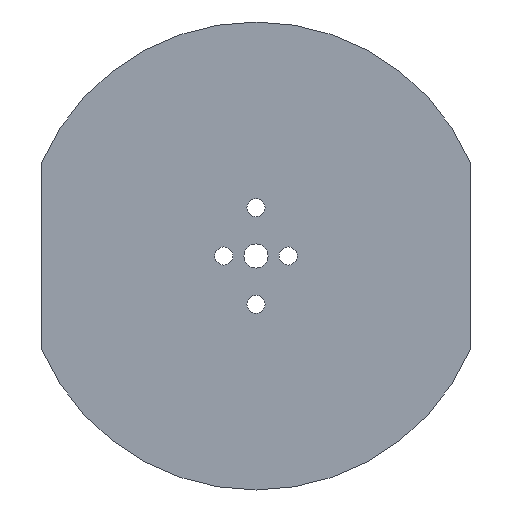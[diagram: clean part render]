
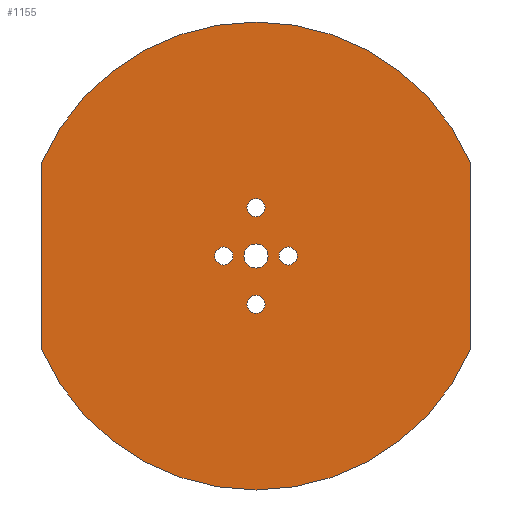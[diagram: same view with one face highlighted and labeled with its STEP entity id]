
A CAD part, front view. The second image highlights one B-rep face of the part: STEP entity #1155.
In plain terms, the highlighted planar face has unit normal (0, -1, 0).
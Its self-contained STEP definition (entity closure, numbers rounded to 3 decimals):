
#2 = FACE_BOUND ( 'NONE', #186, .T. ) ;
#8 = EDGE_LOOP ( 'NONE', ( #1293, #132 ) ) ;
#14 = EDGE_CURVE ( 'NONE', #606, #33, #772, .T. ) ;
#27 = CARTESIAN_POINT ( 'NONE',  ( 6., 0., 0. ) ) ;
#30 = CARTESIAN_POINT ( 'NONE',  ( 0., 0., -2.25 ) ) ;
#33 = VERTEX_POINT ( 'NONE', #1039 ) ;
#42 = CIRCLE ( 'NONE', #914, 43.661 ) ;
#46 = CIRCLE ( 'NONE', #664, 1.69 ) ;
#49 = CARTESIAN_POINT ( 'NONE',  ( 0., 0., -43.661 ) ) ;
#51 = CARTESIAN_POINT ( 'NONE',  ( 6., 0., 0. ) ) ;
#67 = CARTESIAN_POINT ( 'NONE',  ( 0., 0., 0. ) ) ;
#73 = CARTESIAN_POINT ( 'NONE',  ( 40., 0., -17.5 ) ) ;
#91 = DIRECTION ( 'NONE',  ( 0., 1., 0. ) ) ;
#92 = CARTESIAN_POINT ( 'NONE',  ( -40., 0., -17.5 ) ) ;
#98 = EDGE_CURVE ( 'NONE', #33, #606, #1305, .T. ) ;
#105 = DIRECTION ( 'NONE',  ( 0., 1., 0. ) ) ;
#128 = PLANE ( 'NONE',  #367 ) ;
#132 = ORIENTED_EDGE ( 'NONE', *, *, #14, .T. ) ;
#143 = EDGE_CURVE ( 'NONE', #642, #353, #46, .T. ) ;
#180 = ORIENTED_EDGE ( 'NONE', *, *, #818, .T. ) ;
#186 = EDGE_LOOP ( 'NONE', ( #991, #386 ) ) ;
#200 = EDGE_CURVE ( 'NONE', #1346, #285, #1012, .T. ) ;
#201 = ORIENTED_EDGE ( 'NONE', *, *, #889, .F. ) ;
#216 = FACE_BOUND ( 'NONE', #525, .T. ) ;
#225 = DIRECTION ( 'NONE',  ( 0., 0., 1. ) ) ;
#245 = EDGE_CURVE ( 'NONE', #285, #938, #390, .T. ) ;
#261 = CARTESIAN_POINT ( 'NONE',  ( 0., 0., -9. ) ) ;
#277 = CIRCLE ( 'NONE', #568, 2.25 ) ;
#280 = VERTEX_POINT ( 'NONE', #297 ) ;
#283 = LINE ( 'NONE', #92, #493 ) ;
#285 = VERTEX_POINT ( 'NONE', #813 ) ;
#297 = CARTESIAN_POINT ( 'NONE',  ( 0., 0., 10.69 ) ) ;
#300 = DIRECTION ( 'NONE',  ( 0., 0., 1. ) ) ;
#305 = DIRECTION ( 'NONE',  ( 0., 0., 1. ) ) ;
#308 = CARTESIAN_POINT ( 'NONE',  ( 0., 0., 0. ) ) ;
#325 = VECTOR ( 'NONE', #616, 1000. ) ;
#352 = ORIENTED_EDGE ( 'NONE', *, *, #1320, .T. ) ;
#353 = VERTEX_POINT ( 'NONE', #513 ) ;
#361 = CARTESIAN_POINT ( 'NONE',  ( 0., 0., 0. ) ) ;
#362 = EDGE_CURVE ( 'NONE', #1110, #280, #1146, .T. ) ;
#367 = AXIS2_PLACEMENT_3D ( 'NONE', #1284, #773, #426 ) ;
#369 = DIRECTION ( 'NONE',  ( 0., 1., 0. ) ) ;
#386 = ORIENTED_EDGE ( 'NONE', *, *, #143, .T. ) ;
#390 = LINE ( 'NONE', #807, #325 ) ;
#416 = FACE_BOUND ( 'NONE', #1087, .T. ) ;
#426 = DIRECTION ( 'NONE',  ( 0., 0., 1. ) ) ;
#435 = DIRECTION ( 'NONE',  ( 0., 1., 0. ) ) ;
#439 = DIRECTION ( 'NONE',  ( 0., 0., 1. ) ) ;
#442 = VERTEX_POINT ( 'NONE', #30 ) ;
#468 = DIRECTION ( 'NONE',  ( 0., 1., 0. ) ) ;
#481 = CIRCLE ( 'NONE', #1203, 1.69 ) ;
#484 = CARTESIAN_POINT ( 'NONE',  ( 0., 0., 2.25 ) ) ;
#487 = VERTEX_POINT ( 'NONE', #555 ) ;
#493 = VECTOR ( 'NONE', #927, 1000. ) ;
#510 = CARTESIAN_POINT ( 'NONE',  ( 6., 0., -1.69 ) ) ;
#513 = CARTESIAN_POINT ( 'NONE',  ( 6., 0., 1.69 ) ) ;
#525 = EDGE_LOOP ( 'NONE', ( #180, #1291 ) ) ;
#540 = EDGE_CURVE ( 'NONE', #938, #853, #42, .T. ) ;
#555 = CARTESIAN_POINT ( 'NONE',  ( 0., 0., -10.69 ) ) ;
#562 = DIRECTION ( 'NONE',  ( 0., 0., 1. ) ) ;
#567 = DIRECTION ( 'NONE',  ( 0., 0., 1. ) ) ;
#568 = AXIS2_PLACEMENT_3D ( 'NONE', #308, #1156, #1025 ) ;
#582 = ORIENTED_EDGE ( 'NONE', *, *, #1324, .T. ) ;
#592 = AXIS2_PLACEMENT_3D ( 'NONE', #774, #468, #675 ) ;
#606 = VERTEX_POINT ( 'NONE', #909 ) ;
#616 = DIRECTION ( 'NONE',  ( 0., 0., -1. ) ) ;
#621 = EDGE_CURVE ( 'NONE', #442, #940, #277, .T. ) ;
#634 = VERTEX_POINT ( 'NONE', #1348 ) ;
#642 = VERTEX_POINT ( 'NONE', #510 ) ;
#651 = EDGE_CURVE ( 'NONE', #940, #442, #1026, .T. ) ;
#664 = AXIS2_PLACEMENT_3D ( 'NONE', #51, #793, #562 ) ;
#675 = DIRECTION ( 'NONE',  ( 0., 0., 1. ) ) ;
#701 = AXIS2_PLACEMENT_3D ( 'NONE', #27, #750, #225 ) ;
#733 = ORIENTED_EDGE ( 'NONE', *, *, #651, .T. ) ;
#750 = DIRECTION ( 'NONE',  ( 0., 1., 0. ) ) ;
#767 = EDGE_CURVE ( 'NONE', #353, #642, #1119, .T. ) ;
#772 = CIRCLE ( 'NONE', #1342, 1.69 ) ;
#773 = DIRECTION ( 'NONE',  ( 0., 1., 0. ) ) ;
#774 = CARTESIAN_POINT ( 'NONE',  ( -6., 0., 0. ) ) ;
#793 = DIRECTION ( 'NONE',  ( 0., 1., 0. ) ) ;
#807 = CARTESIAN_POINT ( 'NONE',  ( 40., 0., -17.5 ) ) ;
#813 = CARTESIAN_POINT ( 'NONE',  ( 40., 0., 17.5 ) ) ;
#818 = EDGE_CURVE ( 'NONE', #280, #1110, #1122, .T. ) ;
#821 = ORIENTED_EDGE ( 'NONE', *, *, #540, .F. ) ;
#823 = DIRECTION ( 'NONE',  ( 0., 0., 1. ) ) ;
#832 = ORIENTED_EDGE ( 'NONE', *, *, #1070, .F. ) ;
#842 = FACE_BOUND ( 'NONE', #912, .T. ) ;
#853 = VERTEX_POINT ( 'NONE', #49 ) ;
#889 = EDGE_CURVE ( 'NONE', #853, #634, #1167, .T. ) ;
#890 = ORIENTED_EDGE ( 'NONE', *, *, #245, .F. ) ;
#898 = AXIS2_PLACEMENT_3D ( 'NONE', #67, #1350, #305 ) ;
#907 = AXIS2_PLACEMENT_3D ( 'NONE', #1308, #369, #1213 ) ;
#909 = CARTESIAN_POINT ( 'NONE',  ( -6., 0., -1.69 ) ) ;
#912 = EDGE_LOOP ( 'NONE', ( #582, #352 ) ) ;
#914 = AXIS2_PLACEMENT_3D ( 'NONE', #1021, #91, #823 ) ;
#927 = DIRECTION ( 'NONE',  ( 0., 0., 1. ) ) ;
#932 = CARTESIAN_POINT ( 'NONE',  ( 0., 0., 0. ) ) ;
#938 = VERTEX_POINT ( 'NONE', #73 ) ;
#940 = VERTEX_POINT ( 'NONE', #484 ) ;
#943 = DIRECTION ( 'NONE',  ( 0., 0., 1. ) ) ;
#955 = CARTESIAN_POINT ( 'NONE',  ( 0., 0., 7.31 ) ) ;
#956 = DIRECTION ( 'NONE',  ( 0., 1., 0. ) ) ;
#967 = AXIS2_PLACEMENT_3D ( 'NONE', #1046, #105, #943 ) ;
#991 = ORIENTED_EDGE ( 'NONE', *, *, #767, .T. ) ;
#1003 = CARTESIAN_POINT ( 'NONE',  ( -40., 0., 17.5 ) ) ;
#1011 = AXIS2_PLACEMENT_3D ( 'NONE', #361, #1212, #567 ) ;
#1012 = CIRCLE ( 'NONE', #898, 43.661 ) ;
#1018 = CIRCLE ( 'NONE', #907, 1.69 ) ;
#1020 = EDGE_LOOP ( 'NONE', ( #821, #890, #1140, #832, #201 ) ) ;
#1021 = CARTESIAN_POINT ( 'NONE',  ( 0., 0., 0. ) ) ;
#1025 = DIRECTION ( 'NONE',  ( 0., 0., 1. ) ) ;
#1026 = CIRCLE ( 'NONE', #1339, 2.25 ) ;
#1039 = CARTESIAN_POINT ( 'NONE',  ( -6., 0., 1.69 ) ) ;
#1042 = DIRECTION ( 'NONE',  ( 0., 0., 1. ) ) ;
#1046 = CARTESIAN_POINT ( 'NONE',  ( 0., 0., 9. ) ) ;
#1052 = CARTESIAN_POINT ( 'NONE',  ( 0., 0., -7.31 ) ) ;
#1057 = AXIS2_PLACEMENT_3D ( 'NONE', #1061, #956, #1042 ) ;
#1061 = CARTESIAN_POINT ( 'NONE',  ( 0., 0., 9. ) ) ;
#1070 = EDGE_CURVE ( 'NONE', #634, #1346, #283, .T. ) ;
#1087 = EDGE_LOOP ( 'NONE', ( #733, #1133 ) ) ;
#1110 = VERTEX_POINT ( 'NONE', #955 ) ;
#1119 = CIRCLE ( 'NONE', #701, 1.69 ) ;
#1122 = CIRCLE ( 'NONE', #967, 1.69 ) ;
#1133 = ORIENTED_EDGE ( 'NONE', *, *, #621, .T. ) ;
#1140 = ORIENTED_EDGE ( 'NONE', *, *, #200, .F. ) ;
#1146 = CIRCLE ( 'NONE', #1057, 1.69 ) ;
#1148 = CARTESIAN_POINT ( 'NONE',  ( -6., 0., 0. ) ) ;
#1155 = ADVANCED_FACE ( 'NONE', ( #2, #416, #1163, #216, #842, #1271 ), #128, .F. ) ;
#1156 = DIRECTION ( 'NONE',  ( 0., 1., 0. ) ) ;
#1163 = FACE_BOUND ( 'NONE', #8, .T. ) ;
#1167 = CIRCLE ( 'NONE', #1011, 43.661 ) ;
#1203 = AXIS2_PLACEMENT_3D ( 'NONE', #261, #1330, #1318 ) ;
#1212 = DIRECTION ( 'NONE',  ( 0., 1., 0. ) ) ;
#1213 = DIRECTION ( 'NONE',  ( 0., 0., 1. ) ) ;
#1262 = VERTEX_POINT ( 'NONE', #1052 ) ;
#1271 = FACE_OUTER_BOUND ( 'NONE', #1020, .T. ) ;
#1284 = CARTESIAN_POINT ( 'NONE',  ( 0., 0., 0. ) ) ;
#1291 = ORIENTED_EDGE ( 'NONE', *, *, #362, .T. ) ;
#1293 = ORIENTED_EDGE ( 'NONE', *, *, #98, .T. ) ;
#1305 = CIRCLE ( 'NONE', #592, 1.69 ) ;
#1308 = CARTESIAN_POINT ( 'NONE',  ( 0., 0., -9. ) ) ;
#1318 = DIRECTION ( 'NONE',  ( 0., 0., 1. ) ) ;
#1320 = EDGE_CURVE ( 'NONE', #487, #1262, #1018, .T. ) ;
#1324 = EDGE_CURVE ( 'NONE', #1262, #487, #481, .T. ) ;
#1330 = DIRECTION ( 'NONE',  ( 0., 1., 0. ) ) ;
#1339 = AXIS2_PLACEMENT_3D ( 'NONE', #932, #1359, #439 ) ;
#1342 = AXIS2_PLACEMENT_3D ( 'NONE', #1148, #435, #300 ) ;
#1346 = VERTEX_POINT ( 'NONE', #1003 ) ;
#1348 = CARTESIAN_POINT ( 'NONE',  ( -40., 0., -17.5 ) ) ;
#1350 = DIRECTION ( 'NONE',  ( 0., 1., 0. ) ) ;
#1359 = DIRECTION ( 'NONE',  ( 0., 1., 0. ) ) ;
